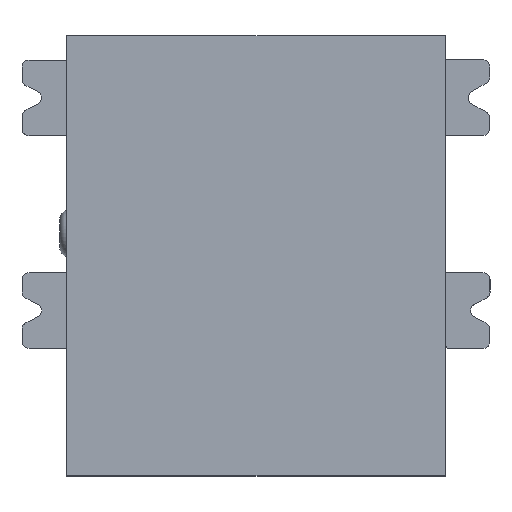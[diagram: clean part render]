
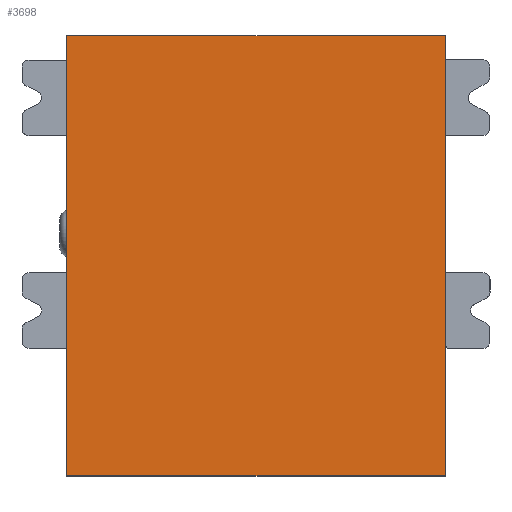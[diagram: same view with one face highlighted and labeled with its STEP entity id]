
A CAD part, top view. The second image highlights one B-rep face of the part: STEP entity #3698.
In plain terms, the highlighted planar face has unit normal (0, 0, 1).
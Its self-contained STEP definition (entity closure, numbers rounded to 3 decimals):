
#331=ORIENTED_EDGE('',*,*,#1363,.F.);
#332=ORIENTED_EDGE('',*,*,#1405,.F.);
#333=ORIENTED_EDGE('',*,*,#1387,.T.);
#334=ORIENTED_EDGE('',*,*,#1407,.T.);
#1363=EDGE_CURVE('',#1906,#1907,#2275,.T.);
#1387=EDGE_CURVE('',#1931,#1929,#2295,.T.);
#1405=EDGE_CURVE('',#1931,#1906,#2310,.T.);
#1407=EDGE_CURVE('',#1929,#1907,#2312,.T.);
#1906=VERTEX_POINT('',#5459);
#1907=VERTEX_POINT('',#5461);
#1929=VERTEX_POINT('',#5509);
#1931=VERTEX_POINT('',#5512);
#2275=LINE('',#5460,#2682);
#2295=LINE('',#5511,#2702);
#2310=LINE('',#5545,#2717);
#2312=LINE('',#5549,#2719);
#2682=VECTOR('',#4337,1000.);
#2702=VECTOR('',#4371,1000.);
#2717=VECTOR('',#4396,1000.);
#2719=VECTOR('',#4400,1000.);
#3082=EDGE_LOOP('',(#331,#332,#333,#334));
#3323=FACE_BOUND('',#3082,.T.);
#3559=PLANE('',#3978);
#3698=ADVANCED_FACE('',(#3323),#3559,.T.);
#3978=AXIS2_PLACEMENT_3D('',#5551,#4402,#4403);
#4337=DIRECTION('',(1.,0.,0.));
#4371=DIRECTION('',(1.,0.,0.));
#4396=DIRECTION('',(0.,1.,0.));
#4400=DIRECTION('',(0.,1.,0.));
#4402=DIRECTION('',(0.,0.,1.));
#4403=DIRECTION('',(1.,0.,0.));
#5459=CARTESIAN_POINT('',(-4.,4.65,2.6));
#5460=CARTESIAN_POINT('',(-4.,4.65,2.6));
#5461=CARTESIAN_POINT('',(4.,4.65,2.6));
#5509=CARTESIAN_POINT('',(4.,-4.65,2.6));
#5511=CARTESIAN_POINT('',(-4.,-4.65,2.6));
#5512=CARTESIAN_POINT('',(-4.,-4.65,2.6));
#5545=CARTESIAN_POINT('',(-4.,-4.65,2.6));
#5549=CARTESIAN_POINT('',(4.,-4.65,2.6));
#5551=CARTESIAN_POINT('',(-4.,-4.65,2.6));
